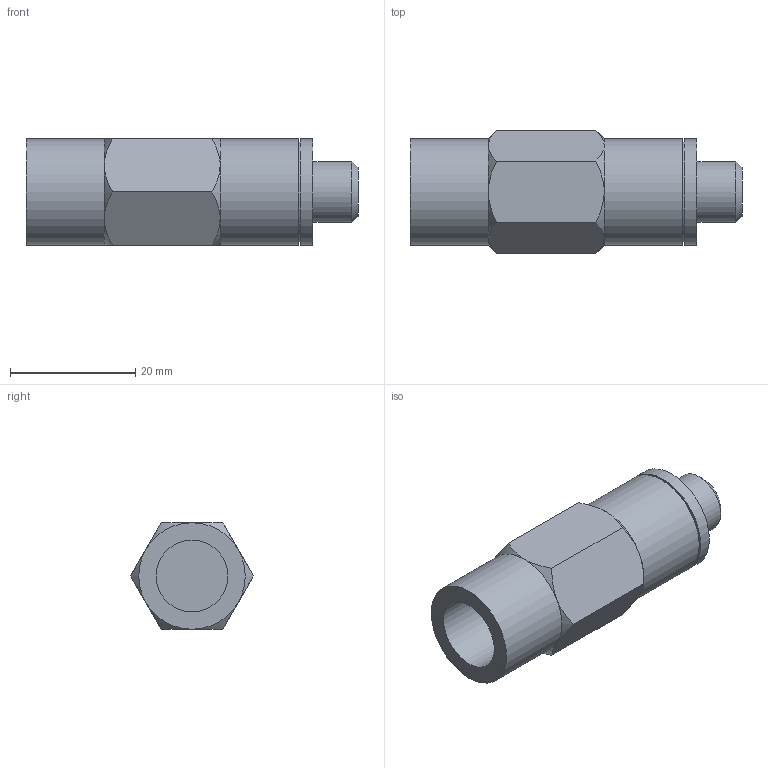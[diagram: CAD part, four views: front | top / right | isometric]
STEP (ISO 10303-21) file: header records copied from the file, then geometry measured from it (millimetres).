
FILE_DESCRIPTION((''),'2;1');
FILE_NAME('2020_Rueckschlagventil_1_8.stp','2011-12-05T09:10:02',('pascalzweiacker'),(''),'Autodesk Inventor 2012','Autodesk Inventor 2012','');
FILE_SCHEMA(('AUTOMOTIVE_DESIGN { 1 0 10303 214 1 1 1 1 }'));
Length unit declared in the file: millimetre
Products named in the file (1): 2020_Rueckschlagventil_1_8
Bounding box: 53 x 19.63 x 17 mm (x, y, z)
Volume: 9890.2 mm3; surface area: 3933 mm2
Topology: 1 solids, 1 shells, 33 faces, 64 edges, 38 vertices
Faces by surface type: plane 13, cone 13, cylinder 7
Full cylindrical faces by diameter (mm): 6 x1, 9.728 x1, 11.445 x1, 16 x1, 17 x3
Entity records: 784 total; most frequent: CARTESIAN_POINT 174, DIRECTION 124, ORIENTED_EDGE 110, AXIS2_PLACEMENT_3D 59, EDGE_CURVE 55, EDGE_LOOP 46, VERTEX_POINT 37, FACE_OUTER_BOUND 33
